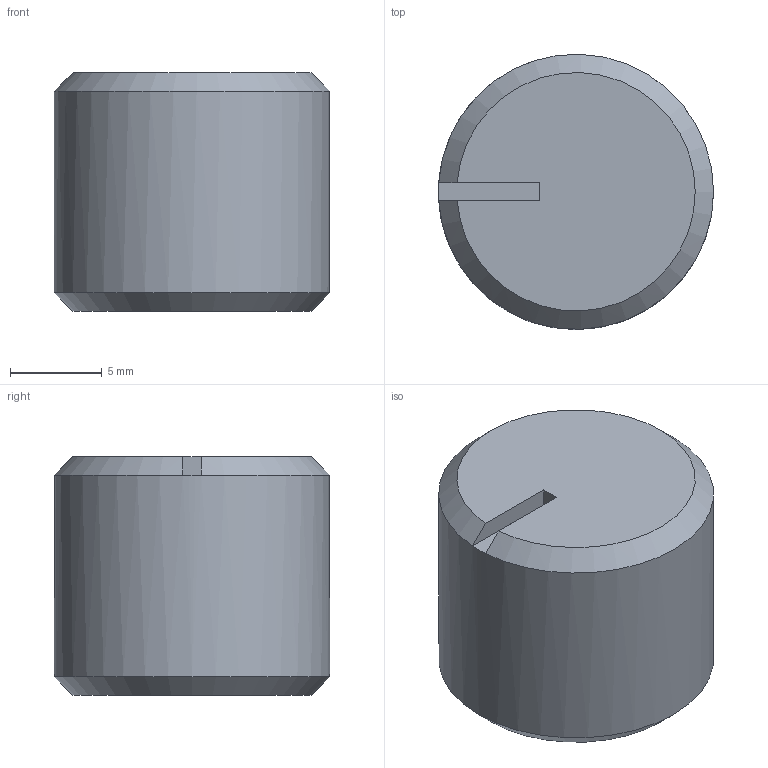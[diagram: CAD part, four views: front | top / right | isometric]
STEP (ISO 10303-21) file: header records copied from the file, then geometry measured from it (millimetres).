
FILE_DESCRIPTION(/* description */ (''),/* implementation_level */ '2;1');
FILE_NAME(/* name */ 'rotarydial.step',/* time_stamp */ '2025-12-30T12:31:56-06:00',/* author */ (''),/* organization */ (''),/* preprocessor_version */ 'ST-DEVELOPER v20.1',/* originating_system */ 'Autodesk Translation Framework v14.21.0.0',/* authorisation */ '');
FILE_SCHEMA (('AUTOMOTIVE_DESIGN { 1 0 10303 214 3 1 1 }'));
Length unit declared in the file: millimetre
Products named in the file (1): rotarydial
Bounding box: 15 x 15 x 13 mm (x, y, z)
Volume: 1682 mm3; surface area: 1202 mm2
Topology: 1 solids, 1 shells, 14 faces, 28 edges, 18 vertices
Faces by surface type: plane 9, cylinder 3, cone 2
Full cylindrical faces by diameter (mm): 10 x1, 15 x1
Entity records: 387 total; most frequent: DIRECTION 67, CARTESIAN_POINT 65, ORIENTED_EDGE 56, EDGE_CURVE 28, AXIS2_PLACEMENT_3D 26, VERTEX_POINT 18, EDGE_LOOP 16, LINE 15
